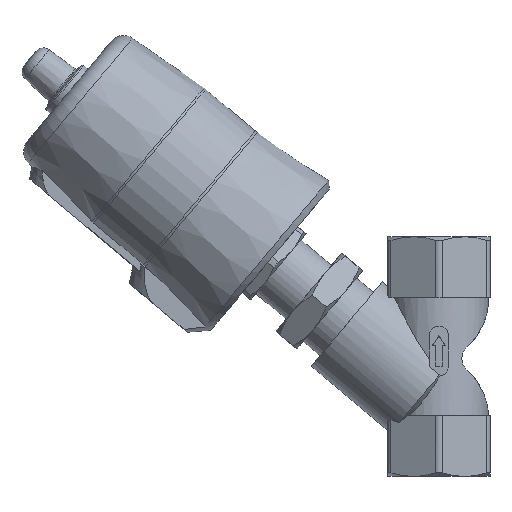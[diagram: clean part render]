
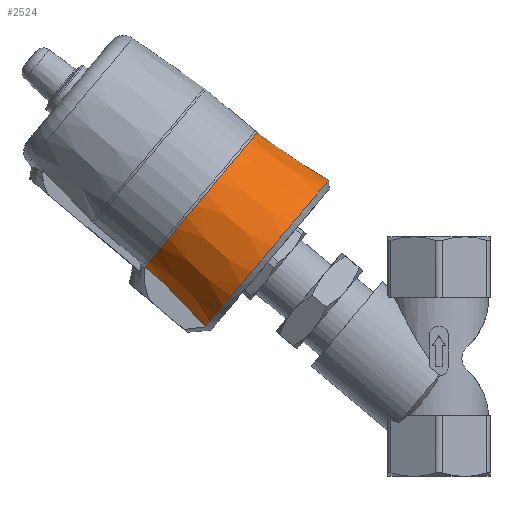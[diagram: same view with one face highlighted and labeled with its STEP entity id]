
A CAD part, left-side view. The second image highlights one B-rep face of the part: STEP entity #2524.
In plain terms, the highlighted conical face has half-angle 5.9 degrees and reference radius 28.042 mm.
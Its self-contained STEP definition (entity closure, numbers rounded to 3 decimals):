
#63=CONICAL_SURFACE('',#2781,28.042,0.103);
#470=B_SPLINE_CURVE_WITH_KNOTS('',3,(#4148,#4149,#4150,#4151,#4152,#4153,
#4154,#4155,#4156,#4157,#4158,#4159,#4160,#4161,#4162,#4163,#4164,#4165,
#4166,#4167,#4168,#4169,#4170,#4171,#4172,#4173,#4174,#4175,#4176,#4177,
#4178,#4179,#4180,#4181,#4182,#4183,#4184,#4185,#4186,#4187,#4188),
 .UNSPECIFIED.,.F.,.F.,(4,1,1,1,1,1,1,1,1,1,1,1,1,1,1,1,1,1,1,1,1,1,1,1,
1,1,1,1,1,1,1,1,1,1,1,1,1,1,4),(0.01,0.016,0.021,
0.026,0.032,0.037,0.043,
0.048,0.053,0.059,0.064,
0.07,0.075,0.08,0.083,
0.086,0.091,0.094,0.097,
0.102,0.105,0.107,0.113,
0.118,0.121,0.124,0.129,
0.132,0.134,0.14,0.143,
0.145,0.151,0.156,0.161,
0.167,0.172,0.178,0.183),
 .UNSPECIFIED.);
#484=B_SPLINE_CURVE_WITH_KNOTS('',3,(#4333,#4334,#4335,#4336),
 .UNSPECIFIED.,.F.,.F.,(4,4),(0.035,0.042),
 .UNSPECIFIED.);
#485=B_SPLINE_CURVE_WITH_KNOTS('',3,(#4348,#4349,#4350,#4351),
 .UNSPECIFIED.,.F.,.F.,(4,4),(0.054,0.055),
 .UNSPECIFIED.);
#488=B_SPLINE_CURVE_WITH_KNOTS('',3,(#4365,#4366,#4367,#4368),
 .UNSPECIFIED.,.F.,.F.,(4,4),(0.054,0.055),
 .UNSPECIFIED.);
#489=B_SPLINE_CURVE_WITH_KNOTS('',3,(#4378,#4379,#4380,#4381),
 .UNSPECIFIED.,.F.,.F.,(4,4),(0.,0.007),
 .UNSPECIFIED.);
#490=B_SPLINE_CURVE_WITH_KNOTS('',3,(#4385,#4386,#4387,#4388),
 .UNSPECIFIED.,.F.,.F.,(4,4),(0.007,0.026),
 .UNSPECIFIED.);
#491=B_SPLINE_CURVE_WITH_KNOTS('',3,(#4389,#4390,#4391,#4392),
 .UNSPECIFIED.,.F.,.F.,(4,4),(0.007,0.026),
 .UNSPECIFIED.);
#812=ORIENTED_EDGE('',*,*,#1481,.T.);
#813=ORIENTED_EDGE('',*,*,#1423,.T.);
#814=ORIENTED_EDGE('',*,*,#1482,.F.);
#815=ORIENTED_EDGE('',*,*,#1479,.T.);
#816=ORIENTED_EDGE('',*,*,#1477,.T.);
#817=ORIENTED_EDGE('',*,*,#1474,.F.);
#818=ORIENTED_EDGE('',*,*,#1473,.T.);
#819=ORIENTED_EDGE('',*,*,#1470,.T.);
#820=ORIENTED_EDGE('',*,*,#1468,.T.);
#821=ORIENTED_EDGE('',*,*,#1464,.T.);
#1423=EDGE_CURVE('',#1768,#1767,#470,.T.);
#1464=EDGE_CURVE('',#1801,#1802,#484,.T.);
#1468=EDGE_CURVE('',#1804,#1801,#1980,.F.);
#1470=EDGE_CURVE('',#1805,#1804,#485,.T.);
#1473=EDGE_CURVE('',#1806,#1805,#1981,.T.);
#1474=EDGE_CURVE('',#1806,#1807,#488,.T.);
#1477=EDGE_CURVE('',#1809,#1807,#1982,.F.);
#1479=EDGE_CURVE('',#1810,#1809,#489,.T.);
#1481=EDGE_CURVE('',#1802,#1768,#490,.T.);
#1482=EDGE_CURVE('',#1810,#1767,#491,.T.);
#1767=VERTEX_POINT('',#4147);
#1768=VERTEX_POINT('',#4189);
#1801=VERTEX_POINT('',#4337);
#1802=VERTEX_POINT('',#4338);
#1804=VERTEX_POINT('',#4345);
#1805=VERTEX_POINT('',#4352);
#1806=VERTEX_POINT('',#4362);
#1807=VERTEX_POINT('',#4369);
#1809=VERTEX_POINT('',#4375);
#1810=VERTEX_POINT('',#4382);
#1980=CIRCLE('',#2773,28.107);
#1981=CIRCLE('',#2776,28.042);
#1982=CIRCLE('',#2779,28.107);
#2102=EDGE_LOOP('',(#812,#813,#814,#815,#816,#817,#818,#819,#820,#821));
#2304=FACE_BOUND('',#2102,.T.);
#2524=ADVANCED_FACE('',(#2304),#63,.T.);
#2773=AXIS2_PLACEMENT_3D('',#4344,#3226,#3227);
#2776=AXIS2_PLACEMENT_3D('',#4363,#3233,#3234);
#2779=AXIS2_PLACEMENT_3D('',#4374,#3241,#3242);
#2781=AXIS2_PLACEMENT_3D('',#4384,#3247,#3248);
#3226=DIRECTION('',(-0.643,0.766,0.));
#3227=DIRECTION('',(-0.766,-0.643,0.));
#3233=DIRECTION('',(0.643,-0.766,0.));
#3234=DIRECTION('',(0.766,0.643,0.));
#3241=DIRECTION('',(-0.643,0.766,0.));
#3242=DIRECTION('',(-0.766,-0.643,0.));
#3247=DIRECTION('',(0.643,-0.766,0.));
#3248=DIRECTION('',(0.766,0.643,0.));
#4147=CARTESIAN_POINT('',(-46.777,73.086,10.));
#4148=CARTESIAN_POINT('',(-46.777,73.086,-10.));
#4149=CARTESIAN_POINT('',(-47.228,72.708,-11.714));
#4150=CARTESIAN_POINT('',(-48.342,71.773,-14.989));
#4151=CARTESIAN_POINT('',(-50.692,69.802,-19.529));
#4152=CARTESIAN_POINT('',(-53.563,67.393,-23.397));
#4153=CARTESIAN_POINT('',(-56.967,64.537,-26.605));
#4154=CARTESIAN_POINT('',(-60.679,61.422,-28.944));
#4155=CARTESIAN_POINT('',(-64.724,58.028,-30.428));
#4156=CARTESIAN_POINT('',(-68.824,54.588,-30.956));
#4157=CARTESIAN_POINT('',(-73.014,51.072,-30.532));
#4158=CARTESIAN_POINT('',(-77.003,47.725,-29.185));
#4159=CARTESIAN_POINT('',(-80.824,44.519,-26.905));
#4160=CARTESIAN_POINT('',(-84.216,41.673,-23.847));
#4161=CARTESIAN_POINT('',(-87.202,39.168,-19.989));
#4162=CARTESIAN_POINT('',(-89.18,37.508,-16.332));
#4163=CARTESIAN_POINT('',(-90.48,36.417,-13.1));
#4164=CARTESIAN_POINT('',(-91.54,35.528,-9.777));
#4165=CARTESIAN_POINT('',(-92.26,34.923,-6.305));
#4166=CARTESIAN_POINT('',(-92.627,34.615,-2.689));
#4167=CARTESIAN_POINT('',(-92.746,34.515,0.902));
#4168=CARTESIAN_POINT('',(-92.507,34.716,4.495));
#4169=CARTESIAN_POINT('',(-91.898,35.227,8.051));
#4170=CARTESIAN_POINT('',(-91.065,35.926,11.47));
#4171=CARTESIAN_POINT('',(-89.59,37.163,15.573));
#4172=CARTESIAN_POINT('',(-87.583,38.847,19.277));
#4173=CARTESIAN_POINT('',(-85.718,40.412,21.91));
#4174=CARTESIAN_POINT('',(-83.651,42.147,24.356));
#4175=CARTESIAN_POINT('',(-81.374,44.057,26.404));
#4176=CARTESIAN_POINT('',(-78.925,46.112,28.041));
#4177=CARTESIAN_POINT('',(-76.335,48.285,29.411));
#4178=CARTESIAN_POINT('',(-73.665,50.526,30.308));
#4179=CARTESIAN_POINT('',(-70.929,52.821,30.746));
#4180=CARTESIAN_POINT('',(-68.134,55.166,30.867));
#4181=CARTESIAN_POINT('',(-64.72,58.031,30.427));
#4182=CARTESIAN_POINT('',(-60.677,61.423,28.943));
#4183=CARTESIAN_POINT('',(-56.964,64.539,26.603));
#4184=CARTESIAN_POINT('',(-53.559,67.396,23.392));
#4185=CARTESIAN_POINT('',(-50.692,69.802,19.529));
#4186=CARTESIAN_POINT('',(-48.339,71.776,14.984));
#4187=CARTESIAN_POINT('',(-47.226,72.71,11.705));
#4188=CARTESIAN_POINT('',(-46.777,73.086,10.));
#4189=CARTESIAN_POINT('',(-46.777,73.086,-10.));
#4333=CARTESIAN_POINT('',(-65.155,91.674,-7.808));
#4334=CARTESIAN_POINT('',(-63.753,90.004,-8.619));
#4335=CARTESIAN_POINT('',(-62.324,88.301,-9.335));
#4336=CARTESIAN_POINT('',(-60.887,86.588,-10.));
#4337=CARTESIAN_POINT('',(-65.155,91.674,-7.808));
#4338=CARTESIAN_POINT('',(-60.887,86.588,-10.));
#4344=CARTESIAN_POINT('',(-85.838,74.318,0.));
#4345=CARTESIAN_POINT('',(-65.315,91.539,-8.5));
#4348=CARTESIAN_POINT('',(-65.768,91.973,-8.5));
#4349=CARTESIAN_POINT('',(-65.617,91.828,-8.5));
#4350=CARTESIAN_POINT('',(-65.466,91.684,-8.5));
#4351=CARTESIAN_POINT('',(-65.315,91.539,-8.5));
#4352=CARTESIAN_POINT('',(-65.768,91.973,-8.5));
#4362=CARTESIAN_POINT('',(-65.768,91.973,8.5));
#4363=CARTESIAN_POINT('',(-86.239,74.796,0.));
#4365=CARTESIAN_POINT('',(-65.768,91.973,8.5));
#4366=CARTESIAN_POINT('',(-65.617,91.828,8.5));
#4367=CARTESIAN_POINT('',(-65.466,91.684,8.5));
#4368=CARTESIAN_POINT('',(-65.315,91.539,8.5));
#4369=CARTESIAN_POINT('',(-65.315,91.539,8.5));
#4374=CARTESIAN_POINT('',(-85.838,74.318,0.));
#4375=CARTESIAN_POINT('',(-65.155,91.674,7.808));
#4378=CARTESIAN_POINT('',(-60.887,86.588,10.));
#4379=CARTESIAN_POINT('',(-62.325,88.302,9.335));
#4380=CARTESIAN_POINT('',(-63.751,90.001,8.62));
#4381=CARTESIAN_POINT('',(-65.155,91.674,7.808));
#4382=CARTESIAN_POINT('',(-60.887,86.588,10.));
#4384=CARTESIAN_POINT('',(-86.239,74.796,0.));
#4385=CARTESIAN_POINT('',(-60.887,86.588,-10.));
#4386=CARTESIAN_POINT('',(-56.182,82.09,-10.));
#4387=CARTESIAN_POINT('',(-51.479,77.589,-10.));
#4388=CARTESIAN_POINT('',(-46.777,73.086,-10.));
#4389=CARTESIAN_POINT('',(-60.887,86.588,10.));
#4390=CARTESIAN_POINT('',(-56.182,82.09,10.));
#4391=CARTESIAN_POINT('',(-51.479,77.589,10.));
#4392=CARTESIAN_POINT('',(-46.777,73.086,10.));
